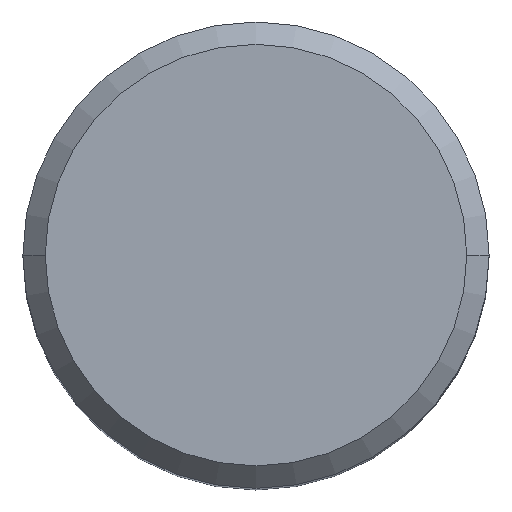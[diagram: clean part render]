
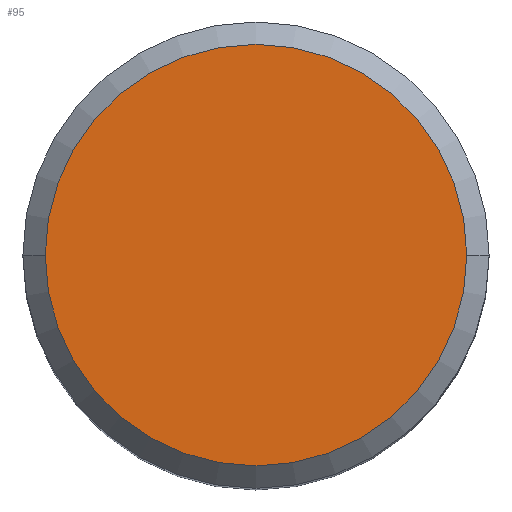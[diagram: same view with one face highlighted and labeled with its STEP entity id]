
A CAD part, top view. The second image highlights one B-rep face of the part: STEP entity #95.
In plain terms, the highlighted planar face has unit normal (0, 0, 1).
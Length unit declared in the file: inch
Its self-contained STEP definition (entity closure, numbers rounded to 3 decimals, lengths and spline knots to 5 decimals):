
#7 = VERTEX_POINT ( 'NONE', #229 ) ;
#40 = CIRCLE ( 'NONE', #88, 0.14125 ) ;
#42 = DIRECTION ( 'NONE',  ( -1., 0., 0. ) ) ;
#64 = DIRECTION ( 'NONE',  ( 0., 0., 1. ) ) ;
#88 = AXIS2_PLACEMENT_3D ( 'NONE', #204, #163, #344 ) ;
#95 = ADVANCED_FACE ( 'NONE', ( #401 ), #266, .F. ) ;
#115 = DIRECTION ( 'NONE',  ( 0., 0., -1. ) ) ;
#144 = CARTESIAN_POINT ( 'NONE',  ( 0., 0., 0. ) ) ;
#147 = ORIENTED_EDGE ( 'NONE', *, *, #425, .T. ) ;
#163 = DIRECTION ( 'NONE',  ( 0., 0., 1. ) ) ;
#186 = CIRCLE ( 'NONE', #449, 0.14125 ) ;
#204 = CARTESIAN_POINT ( 'NONE',  ( 0., 0., 0. ) ) ;
#229 = CARTESIAN_POINT ( 'NONE',  ( -0.14125, 0., 0. ) ) ;
#244 = AXIS2_PLACEMENT_3D ( 'NONE', #446, #115, #42 ) ;
#266 = PLANE ( 'NONE',  #244 ) ;
#283 = ORIENTED_EDGE ( 'NONE', *, *, #371, .T. ) ;
#326 = EDGE_LOOP ( 'NONE', ( #283, #147 ) ) ;
#344 = DIRECTION ( 'NONE',  ( 1., 0., 0. ) ) ;
#357 = DIRECTION ( 'NONE',  ( 1., 0., 0. ) ) ;
#371 = EDGE_CURVE ( 'NONE', #7, #388, #186, .T. ) ;
#388 = VERTEX_POINT ( 'NONE', #421 ) ;
#401 = FACE_OUTER_BOUND ( 'NONE', #326, .T. ) ;
#421 = CARTESIAN_POINT ( 'NONE',  ( 0.14125, 0., 0. ) ) ;
#425 = EDGE_CURVE ( 'NONE', #388, #7, #40, .T. ) ;
#446 = CARTESIAN_POINT ( 'NONE',  ( 0., 0.14125, 0. ) ) ;
#449 = AXIS2_PLACEMENT_3D ( 'NONE', #144, #64, #357 ) ;
